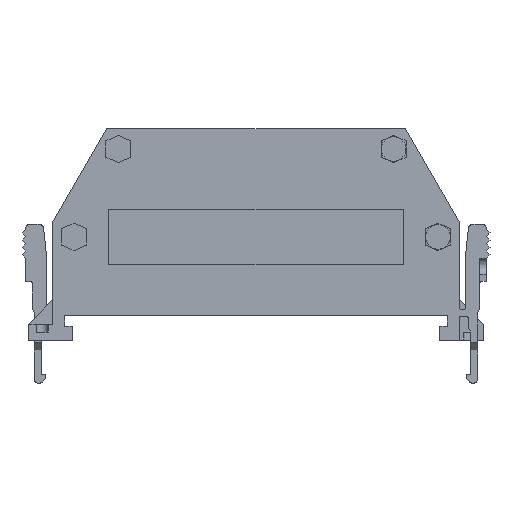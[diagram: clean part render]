
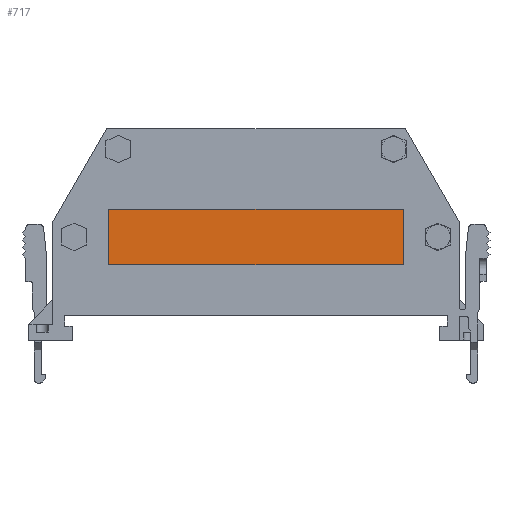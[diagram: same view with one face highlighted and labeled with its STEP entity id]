
A CAD part, top view. The second image highlights one B-rep face of the part: STEP entity #717.
In plain terms, the highlighted planar face has unit normal (0, 0, 1).
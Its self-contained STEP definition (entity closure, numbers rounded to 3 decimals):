
#717=ADVANCED_FACE('',(#1293),#1034,.F.);
#1034=PLANE('',#6929);
#1293=FACE_OUTER_BOUND('',#1604,.T.);
#1604=EDGE_LOOP('',(#2049,#2050,#2051,#2052));
#2049=ORIENTED_EDGE('',*,*,#4411,.T.);
#2050=ORIENTED_EDGE('',*,*,#4412,.T.);
#2051=ORIENTED_EDGE('',*,*,#4413,.T.);
#2052=ORIENTED_EDGE('',*,*,#4414,.T.);
#3785=VERTEX_POINT('',#9181);
#3786=VERTEX_POINT('',#9182);
#3787=VERTEX_POINT('',#9184);
#3788=VERTEX_POINT('',#9186);
#4411=EDGE_CURVE('',#3785,#3786,#5315,.T.);
#4412=EDGE_CURVE('',#3786,#3787,#5316,.T.);
#4413=EDGE_CURVE('',#3787,#3788,#5317,.T.);
#4414=EDGE_CURVE('',#3788,#3785,#5318,.T.);
#5315=LINE('',#9180,#6103);
#5316=LINE('',#9183,#6104);
#5317=LINE('',#9185,#6105);
#5318=LINE('',#9187,#6106);
#6103=VECTOR('',#7491,1.);
#6104=VECTOR('',#7492,1.);
#6105=VECTOR('',#7493,1.);
#6106=VECTOR('',#7494,1.);
#6929=AXIS2_PLACEMENT_3D('',#9188,#7495,#7496);
#7491=DIRECTION('',(0.,-1.,0.));
#7492=DIRECTION('',(1.,0.,0.));
#7493=DIRECTION('',(0.,1.,0.));
#7494=DIRECTION('',(-1.,0.,0.));
#7495=DIRECTION('',(0.,0.,-1.));
#7496=DIRECTION('',(-1.,0.,0.));
#9180=CARTESIAN_POINT('',(12.45,28.8,14.7));
#9181=CARTESIAN_POINT('',(12.45,28.8,14.7));
#9182=CARTESIAN_POINT('',(12.45,16.6,14.7));
#9183=CARTESIAN_POINT('',(12.45,16.6,14.7));
#9184=CARTESIAN_POINT('',(77.25,16.6,14.7));
#9185=CARTESIAN_POINT('',(77.25,16.6,14.7));
#9186=CARTESIAN_POINT('',(77.25,28.8,14.7));
#9187=CARTESIAN_POINT('',(77.25,28.8,14.7));
#9188=CARTESIAN_POINT('',(80.49,15.99,14.7));
